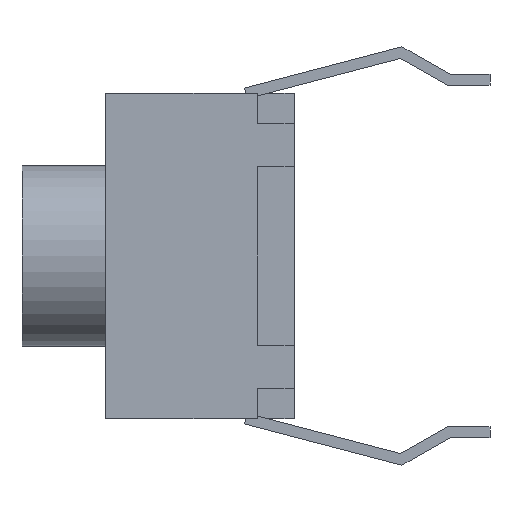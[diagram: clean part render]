
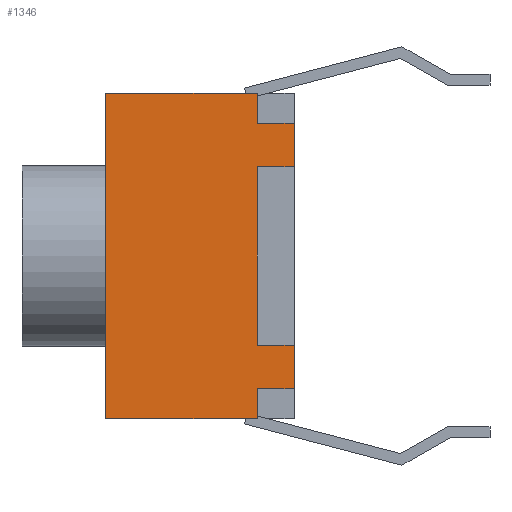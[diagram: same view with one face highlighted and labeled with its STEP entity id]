
A CAD part, left-side view. The second image highlights one B-rep face of the part: STEP entity #1346.
In plain terms, the highlighted planar face has unit normal (-1, 0, 0).
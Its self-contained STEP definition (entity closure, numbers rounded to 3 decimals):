
#69=PLANE('',#1465);
#143=FACE_OUTER_BOUND('',#218,.T.);
#218=EDGE_LOOP('',(#1074,#1075,#1076,#1077,#1078,#1079,#1080,#1081,#1082,
#1083,#1084,#1085));
#319=LINE('',#1989,#501);
#321=LINE('',#1995,#503);
#329=LINE('',#2010,#511);
#331=LINE('',#2015,#513);
#333=LINE('',#2018,#515);
#334=LINE('',#2019,#516);
#338=LINE('',#2025,#520);
#339=LINE('',#2027,#521);
#344=LINE('',#2037,#526);
#345=LINE('',#2040,#527);
#346=LINE('',#2042,#528);
#347=LINE('',#2043,#529);
#501=VECTOR('',#1616,10.);
#503=VECTOR('',#1620,10.);
#511=VECTOR('',#1632,10.);
#513=VECTOR('',#1636,10.);
#515=VECTOR('',#1640,10.);
#516=VECTOR('',#1641,10.);
#520=VECTOR('',#1647,10.);
#521=VECTOR('',#1650,10.);
#526=VECTOR('',#1659,10.);
#527=VECTOR('',#1662,10.);
#528=VECTOR('',#1663,10.);
#529=VECTOR('',#1664,10.);
#674=VERTEX_POINT('',#1985);
#675=VERTEX_POINT('',#1987);
#676=VERTEX_POINT('',#1991);
#678=VERTEX_POINT('',#1994);
#682=VERTEX_POINT('',#2006);
#683=VERTEX_POINT('',#2008);
#684=VERTEX_POINT('',#2012);
#685=VERTEX_POINT('',#2014);
#686=VERTEX_POINT('',#2023);
#689=VERTEX_POINT('',#2035);
#690=VERTEX_POINT('',#2039);
#691=VERTEX_POINT('',#2041);
#813=EDGE_CURVE('',#674,#675,#319,.T.);
#815=EDGE_CURVE('',#676,#678,#321,.T.);
#823=EDGE_CURVE('',#682,#683,#329,.T.);
#825=EDGE_CURVE('',#684,#685,#331,.T.);
#827=EDGE_CURVE('',#685,#683,#333,.T.);
#828=EDGE_CURVE('',#678,#675,#334,.T.);
#832=EDGE_CURVE('',#684,#686,#338,.T.);
#833=EDGE_CURVE('',#676,#682,#339,.T.);
#838=EDGE_CURVE('',#686,#689,#344,.T.);
#839=EDGE_CURVE('',#690,#674,#345,.T.);
#840=EDGE_CURVE('',#691,#689,#346,.T.);
#841=EDGE_CURVE('',#690,#691,#347,.T.);
#1074=ORIENTED_EDGE('',*,*,#839,.T.);
#1075=ORIENTED_EDGE('',*,*,#813,.T.);
#1076=ORIENTED_EDGE('',*,*,#828,.F.);
#1077=ORIENTED_EDGE('',*,*,#815,.F.);
#1078=ORIENTED_EDGE('',*,*,#833,.T.);
#1079=ORIENTED_EDGE('',*,*,#823,.T.);
#1080=ORIENTED_EDGE('',*,*,#827,.F.);
#1081=ORIENTED_EDGE('',*,*,#825,.F.);
#1082=ORIENTED_EDGE('',*,*,#832,.T.);
#1083=ORIENTED_EDGE('',*,*,#838,.T.);
#1084=ORIENTED_EDGE('',*,*,#840,.F.);
#1085=ORIENTED_EDGE('',*,*,#841,.F.);
#1346=ADVANCED_FACE('',(#143),#69,.T.);
#1465=AXIS2_PLACEMENT_3D('',#2038,#1660,#1661);
#1616=DIRECTION('',(0.,-1.,0.));
#1620=DIRECTION('',(0.,-1.,0.));
#1632=DIRECTION('',(0.,-1.,0.));
#1636=DIRECTION('',(0.,-1.,0.));
#1640=DIRECTION('',(0.,0.,-1.));
#1641=DIRECTION('',(0.,0.,-1.));
#1647=DIRECTION('',(0.,0.,1.));
#1650=DIRECTION('',(0.,0.,1.));
#1659=DIRECTION('',(0.,1.,0.));
#1660=DIRECTION('center_axis',(-1.,0.,0.));
#1661=DIRECTION('ref_axis',(0.,0.,1.));
#1662=DIRECTION('',(0.,0.,1.));
#1663=DIRECTION('',(0.,0.,1.));
#1664=DIRECTION('',(0.,1.,0.));
#1985=CARTESIAN_POINT('',(3.,2.8,-5.445));
#1987=CARTESIAN_POINT('',(3.,2.12,-5.445));
#1989=CARTESIAN_POINT('',(3.,2.8,-5.445));
#1991=CARTESIAN_POINT('',(3.,2.8,-4.645));
#1994=CARTESIAN_POINT('',(3.,2.12,-4.645));
#1995=CARTESIAN_POINT('',(3.,2.8,-4.645));
#2006=CARTESIAN_POINT('',(3.,2.8,-1.355));
#2008=CARTESIAN_POINT('',(3.,2.12,-1.355));
#2010=CARTESIAN_POINT('',(3.,2.8,-1.355));
#2012=CARTESIAN_POINT('',(3.,2.8,-0.555));
#2014=CARTESIAN_POINT('',(3.,2.12,-0.555));
#2015=CARTESIAN_POINT('',(3.,2.8,-0.555));
#2018=CARTESIAN_POINT('',(3.,2.12,-0.555));
#2019=CARTESIAN_POINT('',(3.,2.12,-5.445));
#2023=CARTESIAN_POINT('',(3.,2.8,0.));
#2025=CARTESIAN_POINT('',(3.,2.8,-6.));
#2027=CARTESIAN_POINT('',(3.,2.8,-6.));
#2035=CARTESIAN_POINT('',(3.,5.6,0.));
#2037=CARTESIAN_POINT('',(3.,2.8,0.));
#2038=CARTESIAN_POINT('Origin',(3.,2.8,-6.));
#2039=CARTESIAN_POINT('',(3.,2.8,-6.));
#2040=CARTESIAN_POINT('',(3.,2.8,-6.));
#2041=CARTESIAN_POINT('',(3.,5.6,-6.));
#2042=CARTESIAN_POINT('',(3.,5.6,-6.));
#2043=CARTESIAN_POINT('',(3.,2.8,-6.));
